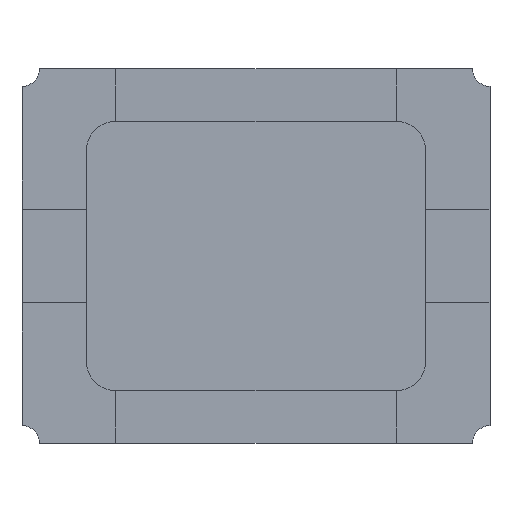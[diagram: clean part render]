
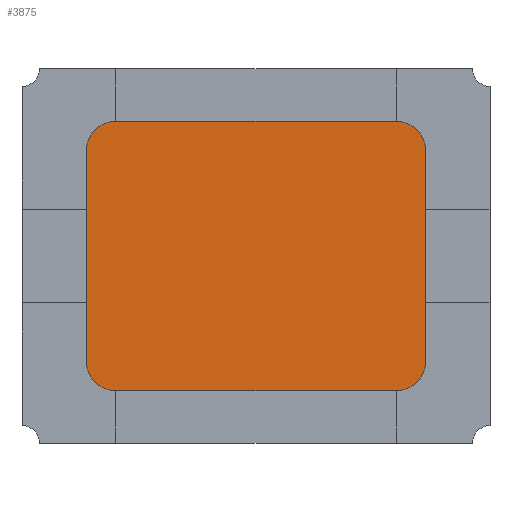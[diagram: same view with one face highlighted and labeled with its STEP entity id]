
A CAD part, front view. The second image highlights one B-rep face of the part: STEP entity #3875.
In plain terms, the highlighted planar face has unit normal (0, -1, 0).
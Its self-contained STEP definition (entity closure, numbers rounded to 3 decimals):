
#140 = LINE ( 'NONE', #2708, #2777 ) ;
#167 = EDGE_CURVE ( 'NONE', #2245, #547, #140, .T. ) ;
#240 = LINE ( 'NONE', #2643, #2920 ) ;
#291 = CARTESIAN_POINT ( 'NONE',  ( -0.725, 0., -0.45 ) ) ;
#301 = DIRECTION ( 'NONE',  ( 0., 0., 1. ) ) ;
#335 = DIRECTION ( 'NONE',  ( 0., -1., 0. ) ) ;
#376 = CARTESIAN_POINT ( 'NONE',  ( 0.6, 0., 0.575 ) ) ;
#508 = AXIS2_PLACEMENT_3D ( 'NONE', #3335, #912, #1562 ) ;
#547 = VERTEX_POINT ( 'NONE', #3022 ) ;
#569 = ORIENTED_EDGE ( 'NONE', *, *, #2694, .T. ) ;
#621 = VECTOR ( 'NONE', #2306, 1000. ) ;
#632 = ORIENTED_EDGE ( 'NONE', *, *, #2823, .T. ) ;
#690 = VERTEX_POINT ( 'NONE', #3028 ) ;
#728 = CARTESIAN_POINT ( 'NONE',  ( 0.6, 0., 0.45 ) ) ;
#773 = VERTEX_POINT ( 'NONE', #973 ) ;
#785 = EDGE_CURVE ( 'NONE', #3044, #2245, #2344, .T. ) ;
#867 = LINE ( 'NONE', #1266, #3510 ) ;
#912 = DIRECTION ( 'NONE',  ( 0., -1., 0. ) ) ;
#973 = CARTESIAN_POINT ( 'NONE',  ( -0.725, 0., 0.45 ) ) ;
#1132 = CARTESIAN_POINT ( 'NONE',  ( -0.6, 0., 0.575 ) ) ;
#1266 = CARTESIAN_POINT ( 'NONE',  ( 0.725, 0., 0.45 ) ) ;
#1362 = AXIS2_PLACEMENT_3D ( 'NONE', #3163, #3594, #2886 ) ;
#1389 = DIRECTION ( 'NONE',  ( 0., 0., -1. ) ) ;
#1411 = EDGE_CURVE ( 'NONE', #773, #3044, #240, .T. ) ;
#1508 = AXIS2_PLACEMENT_3D ( 'NONE', #728, #3584, #1389 ) ;
#1562 = DIRECTION ( 'NONE',  ( 0., 0., -1. ) ) ;
#1794 = PLANE ( 'NONE',  #2972 ) ;
#2119 = CARTESIAN_POINT ( 'NONE',  ( -0.6, 0., 0.45 ) ) ;
#2131 = CIRCLE ( 'NONE', #2903, 0.125 ) ;
#2132 = CIRCLE ( 'NONE', #1362, 0.125 ) ;
#2185 = CARTESIAN_POINT ( 'NONE',  ( -0.6, 0., 0.45 ) ) ;
#2228 = VERTEX_POINT ( 'NONE', #376 ) ;
#2245 = VERTEX_POINT ( 'NONE', #3310 ) ;
#2306 = DIRECTION ( 'NONE',  ( -1., 0., 0. ) ) ;
#2344 = CIRCLE ( 'NONE', #508, 0.125 ) ;
#2376 = ORIENTED_EDGE ( 'NONE', *, *, #167, .T. ) ;
#2458 = ORIENTED_EDGE ( 'NONE', *, *, #785, .T. ) ;
#2479 = FACE_OUTER_BOUND ( 'NONE', #2862, .T. ) ;
#2545 = ORIENTED_EDGE ( 'NONE', *, *, #1411, .T. ) ;
#2562 = ORIENTED_EDGE ( 'NONE', *, *, #3178, .T. ) ;
#2565 = EDGE_CURVE ( 'NONE', #690, #2840, #867, .T. ) ;
#2594 = ORIENTED_EDGE ( 'NONE', *, *, #2901, .T. ) ;
#2608 = ORIENTED_EDGE ( 'NONE', *, *, #2565, .T. ) ;
#2643 = CARTESIAN_POINT ( 'NONE',  ( -0.725, 0., -0.45 ) ) ;
#2646 = CARTESIAN_POINT ( 'NONE',  ( 0.725, 0., 0.45 ) ) ;
#2694 = EDGE_CURVE ( 'NONE', #3598, #773, #2131, .T. ) ;
#2708 = CARTESIAN_POINT ( 'NONE',  ( 0.6, 0., -0.575 ) ) ;
#2777 = VECTOR ( 'NONE', #2959, 1000. ) ;
#2790 = DIRECTION ( 'NONE',  ( 0., -1., 0. ) ) ;
#2823 = EDGE_CURVE ( 'NONE', #2228, #3598, #3345, .T. ) ;
#2840 = VERTEX_POINT ( 'NONE', #2646 ) ;
#2862 = EDGE_LOOP ( 'NONE', ( #569, #2545, #2458, #2376, #2562, #2608, #2594, #632 ) ) ;
#2886 = DIRECTION ( 'NONE',  ( 0., 0., -1. ) ) ;
#2901 = EDGE_CURVE ( 'NONE', #2840, #2228, #3381, .T. ) ;
#2903 = AXIS2_PLACEMENT_3D ( 'NONE', #2185, #2790, #3772 ) ;
#2920 = VECTOR ( 'NONE', #3550, 1000. ) ;
#2959 = DIRECTION ( 'NONE',  ( 1., 0., 0. ) ) ;
#2972 = AXIS2_PLACEMENT_3D ( 'NONE', #2119, #335, #3457 ) ;
#2979 = CARTESIAN_POINT ( 'NONE',  ( -0.6, 0., 0.575 ) ) ;
#3022 = CARTESIAN_POINT ( 'NONE',  ( 0.6, 0., -0.575 ) ) ;
#3028 = CARTESIAN_POINT ( 'NONE',  ( 0.725, 0., -0.45 ) ) ;
#3044 = VERTEX_POINT ( 'NONE', #291 ) ;
#3163 = CARTESIAN_POINT ( 'NONE',  ( 0.6, 0., -0.45 ) ) ;
#3178 = EDGE_CURVE ( 'NONE', #547, #690, #2132, .T. ) ;
#3310 = CARTESIAN_POINT ( 'NONE',  ( -0.6, 0., -0.575 ) ) ;
#3335 = CARTESIAN_POINT ( 'NONE',  ( -0.6, 0., -0.45 ) ) ;
#3345 = LINE ( 'NONE', #2979, #621 ) ;
#3381 = CIRCLE ( 'NONE', #1508, 0.125 ) ;
#3457 = DIRECTION ( 'NONE',  ( 0., 0., -1. ) ) ;
#3510 = VECTOR ( 'NONE', #301, 1000. ) ;
#3550 = DIRECTION ( 'NONE',  ( 0., 0., -1. ) ) ;
#3584 = DIRECTION ( 'NONE',  ( 0., -1., 0. ) ) ;
#3594 = DIRECTION ( 'NONE',  ( 0., -1., 0. ) ) ;
#3598 = VERTEX_POINT ( 'NONE', #1132 ) ;
#3772 = DIRECTION ( 'NONE',  ( 0., 0., -1. ) ) ;
#3875 = ADVANCED_FACE ( 'NONE', ( #2479 ), #1794, .T. ) ;
